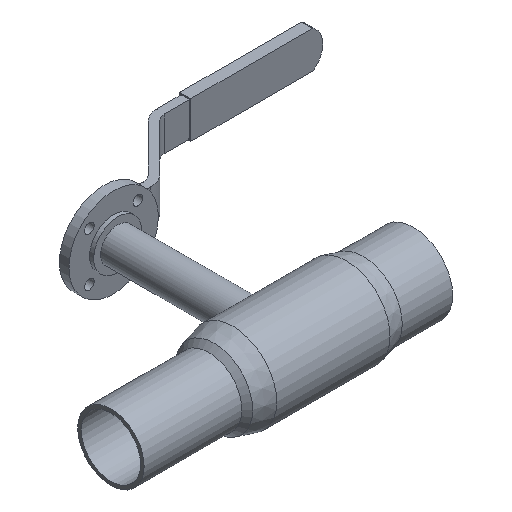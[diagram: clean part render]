
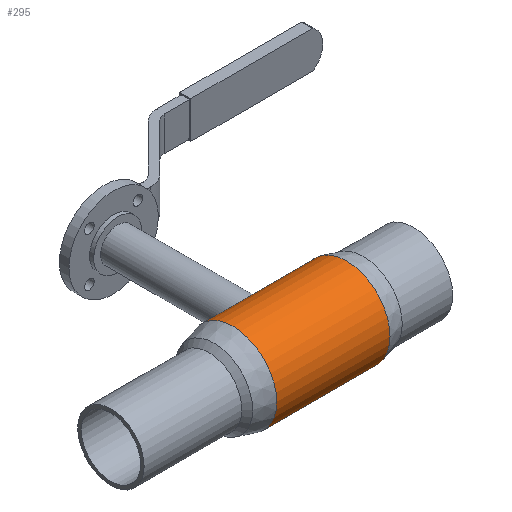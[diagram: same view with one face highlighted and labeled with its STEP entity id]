
A CAD part, isometric view. The second image highlights one B-rep face of the part: STEP entity #295.
In plain terms, the highlighted cylindrical face has radius 31.75 mm (diameter 63.5 mm), a full revolution.
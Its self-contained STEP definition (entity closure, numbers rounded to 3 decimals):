
#219=CARTESIAN_POINT('',(130.0,0.0,0.0));
#220=DIRECTION('',(1.0,0.0,0.0));
#221=DIRECTION('',(0.0,1.0,0.0));
#222=AXIS2_PLACEMENT_3D('',#219,#220,#221);
#223=CYLINDRICAL_SURFACE('',#222,31.75);
#224=CARTESIAN_POINT('',(88.8,31.75,0.0));
#225=VERTEX_POINT('',#224);
#226=CARTESIAN_POINT('',(88.8,0.0,0.0));
#227=DIRECTION('',(1.0,0.0,0.0));
#228=DIRECTION('',(0.0,1.0,0.0));
#229=AXIS2_PLACEMENT_3D('',#226,#227,#228);
#230=CIRCLE('',#229,31.75);
#231=EDGE_CURVE('',#225,#225,#230,.T.);
#232=ORIENTED_EDGE('',*,*,#231,.T.);
#233=EDGE_LOOP('',(#232));
#234=FACE_OUTER_BOUND('',#233,.T.);
#235=CARTESIAN_POINT('',(171.2,31.75,0.0));
#236=VERTEX_POINT('',#235);
#237=CARTESIAN_POINT('',(171.2,0.0,0.0));
#238=DIRECTION('',(1.0,0.0,0.0));
#239=DIRECTION('',(0.0,1.0,0.0));
#240=AXIS2_PLACEMENT_3D('',#237,#238,#239);
#241=CIRCLE('',#240,31.75);
#242=EDGE_CURVE('',#236,#236,#241,.T.);
#243=ORIENTED_EDGE('',*,*,#242,.F.);
#244=EDGE_LOOP('',(#243));
#245=FACE_BOUND('',#244,.T.);
#246=CARTESIAN_POINT('',(130.0,29.186,-12.5));
#247=VERTEX_POINT('',#246);
#248=CARTESIAN_POINT('',(130.0,29.186,-12.5));
#249=CARTESIAN_POINT('',(130.795,29.186,-12.5));
#250=CARTESIAN_POINT('',(131.613,29.219,-12.423));
#251=CARTESIAN_POINT('',(133.235,29.353,-12.102));
#252=CARTESIAN_POINT('',(134.039,29.454,-11.859));
#253=CARTESIAN_POINT('',(136.344,29.829,-10.898));
#254=CARTESIAN_POINT('',(137.738,30.176,-9.94));
#255=CARTESIAN_POINT('',(139.939,30.814,-7.739));
#256=CARTESIAN_POINT('',(140.898,31.148,-6.345));
#257=CARTESIAN_POINT('',(142.179,31.619,-3.27));
#258=CARTESIAN_POINT('',(142.5,31.75,-1.588));
#259=CARTESIAN_POINT('',(142.5,31.75,1.588));
#260=CARTESIAN_POINT('',(142.179,31.619,3.27));
#261=CARTESIAN_POINT('',(140.898,31.148,6.345));
#262=CARTESIAN_POINT('',(139.939,30.814,7.739));
#263=CARTESIAN_POINT('',(137.738,30.176,9.94));
#264=CARTESIAN_POINT('',(136.344,29.829,10.898));
#265=CARTESIAN_POINT('',(134.039,29.454,11.859));
#266=CARTESIAN_POINT('',(133.235,29.353,12.102));
#267=CARTESIAN_POINT('',(131.613,29.219,12.423));
#268=CARTESIAN_POINT('',(130.795,29.186,12.5));
#269=CARTESIAN_POINT('',(129.205,29.186,12.5));
#270=CARTESIAN_POINT('',(128.387,29.219,12.423));
#271=CARTESIAN_POINT('',(126.765,29.353,12.102));
#272=CARTESIAN_POINT('',(125.961,29.454,11.859));
#273=CARTESIAN_POINT('',(123.656,29.829,10.898));
#274=CARTESIAN_POINT('',(122.262,30.176,9.94));
#275=CARTESIAN_POINT('',(120.061,30.814,7.739));
#276=CARTESIAN_POINT('',(119.102,31.148,6.345));
#277=CARTESIAN_POINT('',(117.821,31.619,3.27));
#278=CARTESIAN_POINT('',(117.5,31.75,1.588));
#279=CARTESIAN_POINT('',(117.5,31.75,-1.588));
#280=CARTESIAN_POINT('',(117.821,31.619,-3.27));
#281=CARTESIAN_POINT('',(119.102,31.148,-6.345));
#282=CARTESIAN_POINT('',(120.061,30.814,-7.739));
#283=CARTESIAN_POINT('',(122.262,30.176,-9.94));
#284=CARTESIAN_POINT('',(123.656,29.829,-10.898));
#285=CARTESIAN_POINT('',(125.961,29.454,-11.859));
#286=CARTESIAN_POINT('',(126.765,29.353,-12.102));
#287=CARTESIAN_POINT('',(128.387,29.219,-12.423));
#288=CARTESIAN_POINT('',(129.205,29.186,-12.5));
#289=CARTESIAN_POINT('',(130.0,29.186,-12.5));
#290=B_SPLINE_CURVE_WITH_KNOTS('',3,(#248,#249,#250,#251,#252,#253,#254,#255,#256,#257,#258,#259,#260,#261,#262,#263,#264,#265,#266,#267,#268,#269,#270,#271,#272,#273,#274,#275,#276,#277,#278,#279,#280,#281,#282,#283,#284,#285,#286,#287,#288,#289),.UNSPECIFIED.,.T.,.U.,(4,2,2,2,2,2,2,2,2,2,2,2,2,2,2,2,2,2,2,2,4),(0.0,0.238,0.477,0.953,1.43,1.906,2.382,2.859,3.335,3.574,3.812,4.05,4.289,4.766,5.242,5.718,6.194,6.671,7.147,7.386,7.624),.UNSPECIFIED.);
#291=EDGE_CURVE('',#247,#247,#290,.T.);
#292=ORIENTED_EDGE('',*,*,#291,.T.);
#293=EDGE_LOOP('',(#292));
#294=FACE_BOUND('',#293,.T.);
#295=ADVANCED_FACE('',(#234,#245,#294),#223,.T.);
